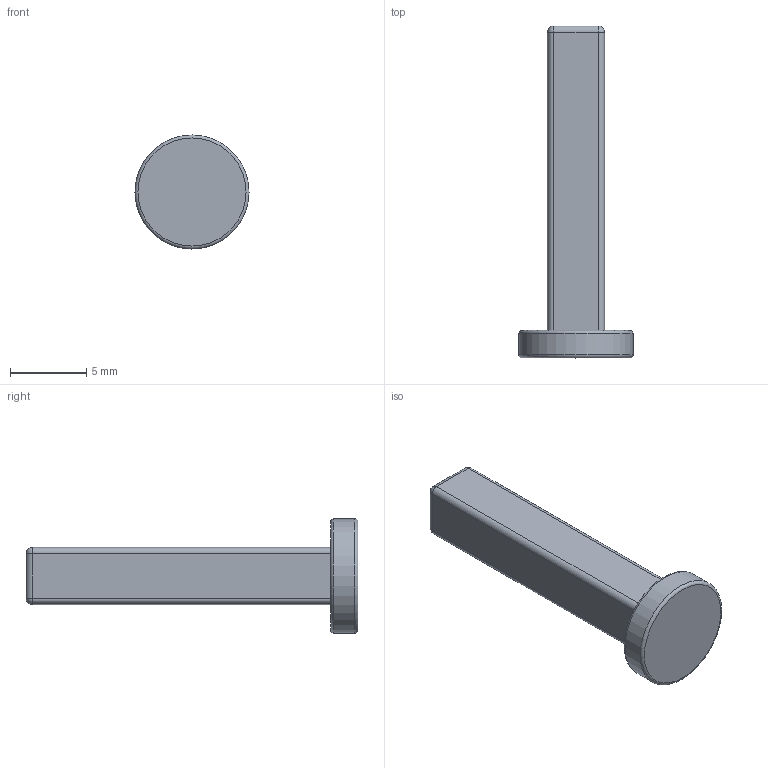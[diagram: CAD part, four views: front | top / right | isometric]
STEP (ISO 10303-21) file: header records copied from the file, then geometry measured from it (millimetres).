
FILE_DESCRIPTION(/* description */ ('Unknown','CAx-IF Rec.Pracs.---Representation and Presentation of Product Manufacturing Information (PMI)---4.0---2014-10-13'),/* implementation_level */ '2;1');
FILE_NAME(/* name */ 'AXp2c.stp',/* time_stamp */ '2019-02-12T00:38:44+01:00',/* author */ ('Varga Daniel'),/* organization */ ('Unknown'),/* preprocessor_version */ 'ST-DEVELOPER v17.2',/* originating_system */ 'Autodesk Inventor 2019',/* authorisation */ '');
FILE_SCHEMA (('AP242_MANAGED_MODEL_BASED_3D_ENGINEERING_MIM_LF { 1 0 10303 442 1 1 4 }'));
Length unit declared in the file: millimetre
Products named in the file (1): AXp2c
Bounding box: 7.5 x 21.8 x 7.5 mm (x, y, z)
Volume: 357.2 mm3; surface area: 410.4 mm2
Topology: 1 solids, 1 shells, 22 faces, 49 edges, 30 vertices
Faces by surface type: cylinder 9, plane 7, sphere 4, torus 2
Full cylindrical faces by diameter (mm): 7.5 x1
Entity records: 778 total; most frequent: DIRECTION 149, CARTESIAN_POINT 119, ORIENTED_EDGE 98, AXIS2_PLACEMENT_3D 64, EDGE_CURVE 49, VERTEX_POINT 30, CIRCLE 28, STYLED_ITEM 24
